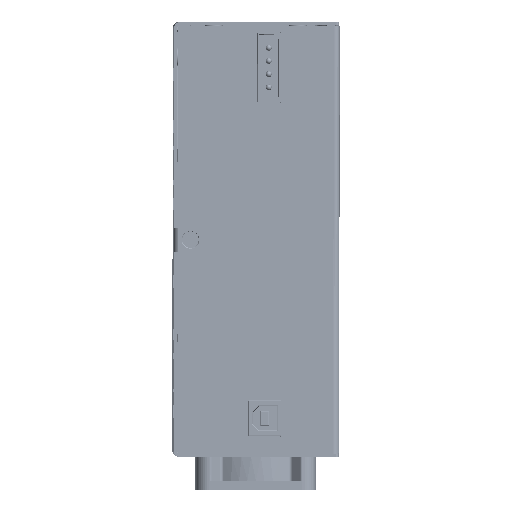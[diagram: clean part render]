
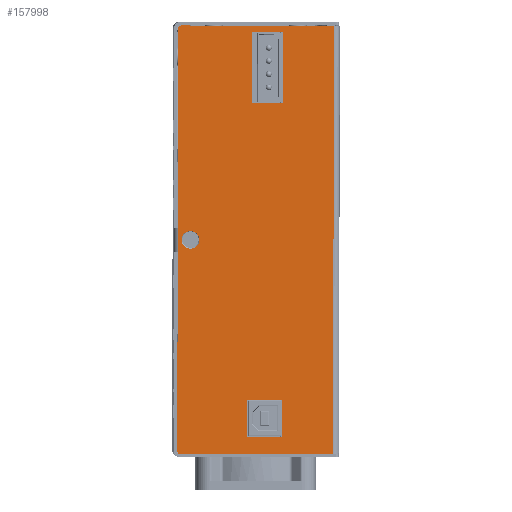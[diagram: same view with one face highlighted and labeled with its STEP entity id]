
A CAD part, left-side view. The second image highlights one B-rep face of the part: STEP entity #157998.
In plain terms, the highlighted face is planar.
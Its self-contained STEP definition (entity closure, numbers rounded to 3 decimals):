
#153725=CARTESIAN_POINT('',(198.,71.5,46.75));
#153726=VERTEX_POINT('',#153725);
#153727=CARTESIAN_POINT('',(198.,71.5,49.7));
#153728=DIRECTION('',(-1.0,0.0,0.0));
#153729=DIRECTION('',(0.0,0.0,-1.0));
#153730=AXIS2_PLACEMENT_3D('',#153727,#153728,#153729);
#153731=CIRCLE('',#153730,2.95);
#153732=EDGE_CURVE('',#153726,#153726,#153731,.T.);
#153804=CARTESIAN_POINT('',(198.,117.089,18.9));
#153805=VERTEX_POINT('',#153804);
#153812=CARTESIAN_POINT('',(198.,140.889,18.9));
#153813=VERTEX_POINT('',#153812);
#153814=CARTESIAN_POINT('',(198.,140.889,18.9));
#153815=DIRECTION('',(0.0,-1.0,0.0));
#153816=VECTOR('',#153815,23.8);
#153817=LINE('',#153814,#153816);
#153818=EDGE_CURVE('',#153813,#153805,#153817,.T.);
#153843=CARTESIAN_POINT('',(198.,140.889,29.3));
#153844=VERTEX_POINT('',#153843);
#153845=CARTESIAN_POINT('',(198.,140.889,29.3));
#153846=DIRECTION('',(0.0,0.,-1.0));
#153847=VECTOR('',#153846,10.4);
#153848=LINE('',#153845,#153847);
#153849=EDGE_CURVE('',#153844,#153813,#153848,.T.);
#153874=CARTESIAN_POINT('',(198.,117.089,29.3));
#153875=VERTEX_POINT('',#153874);
#153876=CARTESIAN_POINT('',(198.0,117.089,29.3));
#153877=DIRECTION('',(0.,1.0,0.));
#153878=VECTOR('',#153877,23.8);
#153879=LINE('',#153876,#153878);
#153880=EDGE_CURVE('',#153875,#153844,#153879,.T.);
#153903=CARTESIAN_POINT('',(198.,117.089,18.9));
#153904=DIRECTION('',(0.0,0.,1.0));
#153905=VECTOR('',#153904,10.4);
#153906=LINE('',#153903,#153905);
#153907=EDGE_CURVE('',#153805,#153875,#153906,.T.);
#153928=CARTESIAN_POINT('',(198.,5.734,19.15));
#153929=VERTEX_POINT('',#153928);
#153936=CARTESIAN_POINT('',(198.,18.234,19.15));
#153937=VERTEX_POINT('',#153936);
#153938=CARTESIAN_POINT('',(198.0,18.234,19.15));
#153939=DIRECTION('',(0.0,-1.0,0.0));
#153940=VECTOR('',#153939,12.5);
#153941=LINE('',#153938,#153940);
#153942=EDGE_CURVE('',#153937,#153929,#153941,.T.);
#153967=CARTESIAN_POINT('',(198.,18.234,30.65));
#153968=VERTEX_POINT('',#153967);
#153969=CARTESIAN_POINT('',(198.0,18.234,30.65));
#153970=DIRECTION('',(0.0,0.0,-1.0));
#153971=VECTOR('',#153970,11.5);
#153972=LINE('',#153969,#153971);
#153973=EDGE_CURVE('',#153968,#153937,#153972,.T.);
#153998=CARTESIAN_POINT('',(198.,5.734,30.65));
#153999=VERTEX_POINT('',#153998);
#154000=CARTESIAN_POINT('',(198.0,5.734,30.65));
#154001=DIRECTION('',(0.0,1.0,0.0));
#154002=VECTOR('',#154001,12.5);
#154003=LINE('',#154000,#154002);
#154004=EDGE_CURVE('',#153999,#153968,#154003,.T.);
#154027=CARTESIAN_POINT('',(198.0,5.734,19.15));
#154028=DIRECTION('',(0.0,0.0,1.0));
#154029=VECTOR('',#154028,11.5);
#154030=LINE('',#154027,#154029);
#154031=EDGE_CURVE('',#153929,#153999,#154030,.T.);
#157842=CARTESIAN_POINT('',(198.0,0.,2.));
#157843=VERTEX_POINT('',#157842);
#157851=CARTESIAN_POINT('',(198.0,0.,53.));
#157852=VERTEX_POINT('',#157851);
#157853=CARTESIAN_POINT('',(198.0,0.,53.));
#157854=DIRECTION('',(0.0,0.0,-1.0));
#157855=VECTOR('',#157854,51.);
#157856=LINE('',#157853,#157855);
#157857=EDGE_CURVE('',#157852,#157843,#157856,.T.);
#157891=CARTESIAN_POINT('',(198.0,1.0,54.0));
#157892=VERTEX_POINT('',#157891);
#157893=CARTESIAN_POINT('',(198.0,1.0,53.));
#157894=DIRECTION('',(-1.,0.0,0.0));
#157895=DIRECTION('',(0.0,-0.707,0.707));
#157896=AXIS2_PLACEMENT_3D('',#157893,#157894,#157895);
#157897=CIRCLE('',#157896,1.);
#157898=EDGE_CURVE('',#157852,#157892,#157897,.T.);
#157925=CARTESIAN_POINT('',(198.,142.,54.0));
#157926=VERTEX_POINT('',#157925);
#157927=CARTESIAN_POINT('',(198.0,1.0,54.0));
#157928=DIRECTION('',(0.0,1.0,0.0));
#157929=VECTOR('',#157928,141.);
#157930=LINE('',#157927,#157929);
#157931=EDGE_CURVE('',#157892,#157926,#157930,.T.);
#157950=CARTESIAN_POINT('',(198.0,0.,0.));
#157951=DIRECTION('',(1.0,0.0,0.0));
#157952=DIRECTION('',(0.0,0.0,-1.0));
#157953=AXIS2_PLACEMENT_3D('',#157950,#157951,#157952);
#157954=PLANE('',#157953);
#157955=ORIENTED_EDGE('',*,*,#157898,.F.);
#157956=ORIENTED_EDGE('',*,*,#157857,.T.);
#157957=CARTESIAN_POINT('',(198.,143.,2.));
#157958=VERTEX_POINT('',#157957);
#157959=CARTESIAN_POINT('',(198.,143.,2.));
#157960=DIRECTION('',(0.0,-1.0,0.0));
#157961=VECTOR('',#157960,143.);
#157962=LINE('',#157959,#157961);
#157963=EDGE_CURVE('',#157958,#157843,#157962,.T.);
#157964=ORIENTED_EDGE('',*,*,#157963,.F.);
#157965=CARTESIAN_POINT('',(198.,143.,53.));
#157966=VERTEX_POINT('',#157965);
#157967=CARTESIAN_POINT('',(198.,143.,2.));
#157968=DIRECTION('',(0.0,0.0,1.0));
#157969=VECTOR('',#157968,51.);
#157970=LINE('',#157967,#157969);
#157971=EDGE_CURVE('',#157958,#157966,#157970,.T.);
#157972=ORIENTED_EDGE('',*,*,#157971,.T.);
#157973=CARTESIAN_POINT('',(198.,142.,53.));
#157974=DIRECTION('',(-1.0,0.0,0.0));
#157975=DIRECTION('',(0.0,0.707,0.707));
#157976=AXIS2_PLACEMENT_3D('',#157973,#157974,#157975);
#157977=CIRCLE('',#157976,1.0);
#157978=EDGE_CURVE('',#157926,#157966,#157977,.T.);
#157979=ORIENTED_EDGE('',*,*,#157978,.F.);
#157980=ORIENTED_EDGE('',*,*,#157931,.F.);
#157981=EDGE_LOOP('',(#157955,#157956,#157964,#157972,#157979,#157980));
#157982=FACE_OUTER_BOUND('',#157981,.T.);
#157983=ORIENTED_EDGE('',*,*,#153732,.T.);
#157984=EDGE_LOOP('',(#157983));
#157985=FACE_BOUND('',#157984,.T.);
#157986=ORIENTED_EDGE('',*,*,#153818,.T.);
#157987=ORIENTED_EDGE('',*,*,#153907,.T.);
#157988=ORIENTED_EDGE('',*,*,#153880,.T.);
#157989=ORIENTED_EDGE('',*,*,#153849,.T.);
#157990=EDGE_LOOP('',(#157986,#157987,#157988,#157989));
#157991=FACE_BOUND('',#157990,.T.);
#157992=ORIENTED_EDGE('',*,*,#153942,.T.);
#157993=ORIENTED_EDGE('',*,*,#154031,.T.);
#157994=ORIENTED_EDGE('',*,*,#154004,.T.);
#157995=ORIENTED_EDGE('',*,*,#153973,.T.);
#157996=EDGE_LOOP('',(#157992,#157993,#157994,#157995));
#157997=FACE_BOUND('',#157996,.T.);
#157998=ADVANCED_FACE('',(#157982,#157985,#157991,#157997),#157954,.T.);
